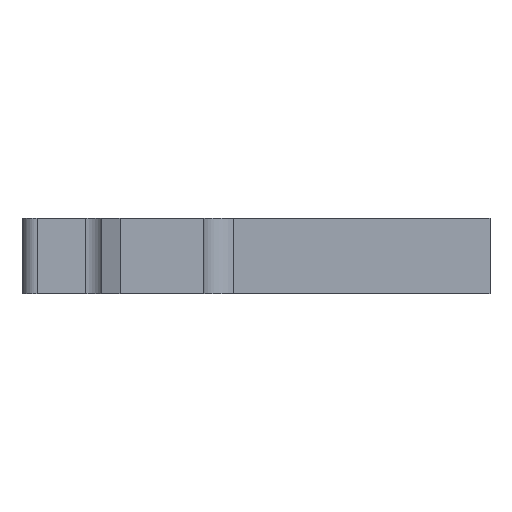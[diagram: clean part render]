
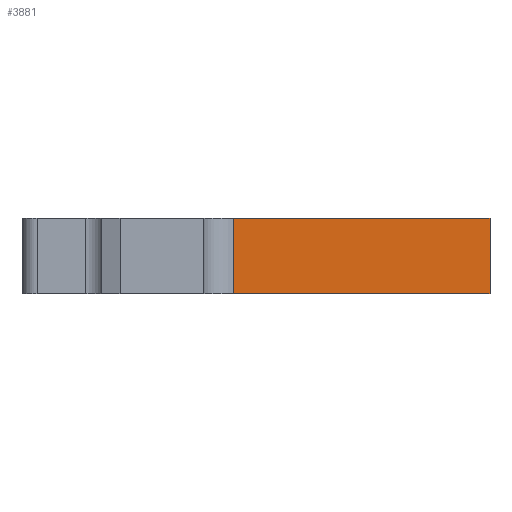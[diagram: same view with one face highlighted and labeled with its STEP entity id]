
A CAD part, left-side view. The second image highlights one B-rep face of the part: STEP entity #3881.
In plain terms, the highlighted planar face has unit normal (-1, 0, 0).
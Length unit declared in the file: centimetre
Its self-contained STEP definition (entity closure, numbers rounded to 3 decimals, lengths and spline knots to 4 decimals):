
#762=VERTEX_POINT('',#5796);
#763=VERTEX_POINT('',#5798);
#769=VERTEX_POINT('',#5829);
#770=VERTEX_POINT('',#5831);
#1025=VECTOR('',#4464,1.);
#1031=VECTOR('',#4479,1.);
#1086=VECTOR('',#4643,1.);
#1088=VECTOR('',#4646,1.);
#1339=LINE('',#5797,#1025);
#1345=LINE('',#5830,#1031);
#1400=LINE('',#6619,#1086);
#1402=LINE('',#6622,#1088);
#1803=EDGE_CURVE('',#763,#762,#1339,.T.);
#1813=EDGE_CURVE('',#769,#770,#1345,.T.);
#2016=EDGE_CURVE('',#763,#769,#1400,.T.);
#2018=EDGE_CURVE('',#770,#762,#1402,.T.);
#2649=ORIENTED_EDGE('',*,*,#2016,.F.);
#2650=ORIENTED_EDGE('',*,*,#1803,.T.);
#2651=ORIENTED_EDGE('',*,*,#2018,.F.);
#2652=ORIENTED_EDGE('',*,*,#1813,.F.);
#3457=EDGE_LOOP('',(#2649,#2650,#2651,#2652));
#3671=FACE_BOUND('',#3457,.T.);
#3881=ADVANCED_FACE('',(#3671),#7884,.T.);
#4196=AXIS2_PLACEMENT_3D('',#6621,#4645,$);
#4464=DIRECTION('',(0.,-1.,0.));
#4479=DIRECTION('',(0.,-1.,0.));
#4643=DIRECTION('',(0.,0.,1.));
#4645=DIRECTION('',(-1.,0.,0.));
#4646=DIRECTION('',(0.,0.,-1.));
#5796=CARTESIAN_POINT('',(-0.2502,2.2923,0.));
#5797=CARTESIAN_POINT('',(-0.2502,4.6873,0.));
#5798=CARTESIAN_POINT('',(-0.2502,3.9873,0.));
#5829=CARTESIAN_POINT('',(-0.2502,3.9873,0.5));
#5830=CARTESIAN_POINT('',(-0.2502,4.6873,0.5));
#5831=CARTESIAN_POINT('',(-0.2502,2.2923,0.5));
#6619=CARTESIAN_POINT('',(-0.2502,3.9873,0.25));
#6621=CARTESIAN_POINT('',(-0.2502,3.2398,0.5));
#6622=CARTESIAN_POINT('',(-0.2502,2.2923,0.5));
#7884=PLANE('',#4196);
